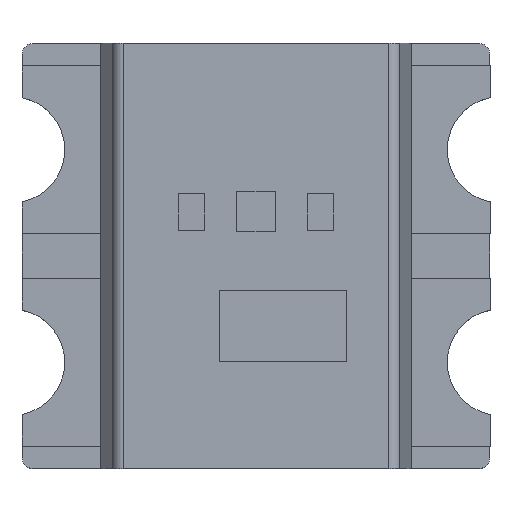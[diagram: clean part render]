
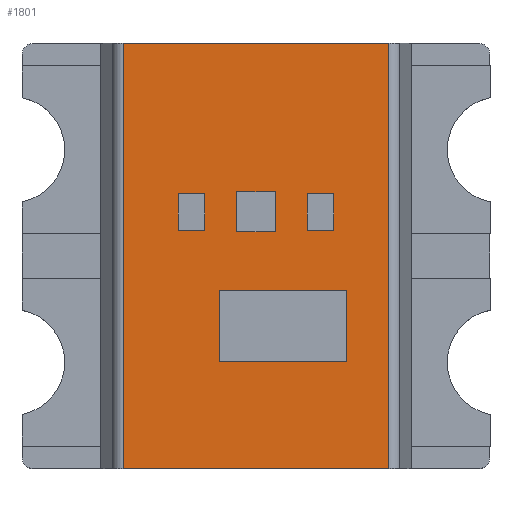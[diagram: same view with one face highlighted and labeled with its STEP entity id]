
A CAD part, top view. The second image highlights one B-rep face of the part: STEP entity #1801.
In plain terms, the highlighted planar face has unit normal (0, 0, 1).
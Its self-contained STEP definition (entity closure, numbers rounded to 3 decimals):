
#13=FACE_BOUND('',#286,.T.);
#14=FACE_BOUND('',#287,.T.);
#15=FACE_BOUND('',#288,.T.);
#16=FACE_BOUND('',#289,.T.);
#98=PLANE('',#1930);
#191=FACE_OUTER_BOUND('',#285,.T.);
#285=EDGE_LOOP('',(#1575,#1576,#1577,#1578));
#286=EDGE_LOOP('',(#1579,#1580,#1581,#1582));
#287=EDGE_LOOP('',(#1583,#1584,#1585,#1586));
#288=EDGE_LOOP('',(#1587,#1588,#1589,#1590));
#289=EDGE_LOOP('',(#1591,#1592,#1593,#1594));
#476=LINE('',#2774,#708);
#477=LINE('',#2777,#709);
#483=LINE('',#2791,#715);
#484=LINE('',#2792,#716);
#485=LINE('',#2795,#717);
#486=LINE('',#2797,#718);
#487=LINE('',#2799,#719);
#488=LINE('',#2800,#720);
#489=LINE('',#2803,#721);
#490=LINE('',#2805,#722);
#491=LINE('',#2807,#723);
#492=LINE('',#2808,#724);
#493=LINE('',#2811,#725);
#494=LINE('',#2813,#726);
#495=LINE('',#2815,#727);
#496=LINE('',#2816,#728);
#497=LINE('',#2819,#729);
#498=LINE('',#2821,#730);
#499=LINE('',#2823,#731);
#500=LINE('',#2824,#732);
#708=VECTOR('',#2274,10.);
#709=VECTOR('',#2277,10.);
#715=VECTOR('',#2287,10.);
#716=VECTOR('',#2288,10.);
#717=VECTOR('',#2289,10.);
#718=VECTOR('',#2290,10.);
#719=VECTOR('',#2291,10.);
#720=VECTOR('',#2292,10.);
#721=VECTOR('',#2293,10.);
#722=VECTOR('',#2294,10.);
#723=VECTOR('',#2295,10.);
#724=VECTOR('',#2296,10.);
#725=VECTOR('',#2297,10.);
#726=VECTOR('',#2298,10.);
#727=VECTOR('',#2299,10.);
#728=VECTOR('',#2300,10.);
#729=VECTOR('',#2301,10.);
#730=VECTOR('',#2302,10.);
#731=VECTOR('',#2303,10.);
#732=VECTOR('',#2304,10.);
#919=VERTEX_POINT('',#2767);
#922=VERTEX_POINT('',#2772);
#923=VERTEX_POINT('',#2776);
#929=VERTEX_POINT('',#2790);
#930=VERTEX_POINT('',#2793);
#931=VERTEX_POINT('',#2794);
#932=VERTEX_POINT('',#2796);
#933=VERTEX_POINT('',#2798);
#934=VERTEX_POINT('',#2801);
#935=VERTEX_POINT('',#2802);
#936=VERTEX_POINT('',#2804);
#937=VERTEX_POINT('',#2806);
#938=VERTEX_POINT('',#2809);
#939=VERTEX_POINT('',#2810);
#940=VERTEX_POINT('',#2812);
#941=VERTEX_POINT('',#2814);
#942=VERTEX_POINT('',#2817);
#943=VERTEX_POINT('',#2818);
#944=VERTEX_POINT('',#2820);
#945=VERTEX_POINT('',#2822);
#1146=EDGE_CURVE('',#922,#919,#476,.T.);
#1147=EDGE_CURVE('',#923,#919,#477,.T.);
#1154=EDGE_CURVE('',#922,#929,#483,.T.);
#1155=EDGE_CURVE('',#923,#929,#484,.T.);
#1156=EDGE_CURVE('',#930,#931,#485,.T.);
#1157=EDGE_CURVE('',#931,#932,#486,.T.);
#1158=EDGE_CURVE('',#932,#933,#487,.T.);
#1159=EDGE_CURVE('',#933,#930,#488,.T.);
#1160=EDGE_CURVE('',#934,#935,#489,.T.);
#1161=EDGE_CURVE('',#935,#936,#490,.T.);
#1162=EDGE_CURVE('',#936,#937,#491,.T.);
#1163=EDGE_CURVE('',#937,#934,#492,.T.);
#1164=EDGE_CURVE('',#938,#939,#493,.T.);
#1165=EDGE_CURVE('',#939,#940,#494,.T.);
#1166=EDGE_CURVE('',#940,#941,#495,.T.);
#1167=EDGE_CURVE('',#941,#938,#496,.T.);
#1168=EDGE_CURVE('',#942,#943,#497,.T.);
#1169=EDGE_CURVE('',#943,#944,#498,.T.);
#1170=EDGE_CURVE('',#944,#945,#499,.T.);
#1171=EDGE_CURVE('',#945,#942,#500,.T.);
#1575=ORIENTED_EDGE('',*,*,#1146,.F.);
#1576=ORIENTED_EDGE('',*,*,#1154,.T.);
#1577=ORIENTED_EDGE('',*,*,#1155,.F.);
#1578=ORIENTED_EDGE('',*,*,#1147,.T.);
#1579=ORIENTED_EDGE('',*,*,#1156,.T.);
#1580=ORIENTED_EDGE('',*,*,#1157,.T.);
#1581=ORIENTED_EDGE('',*,*,#1158,.T.);
#1582=ORIENTED_EDGE('',*,*,#1159,.T.);
#1583=ORIENTED_EDGE('',*,*,#1160,.T.);
#1584=ORIENTED_EDGE('',*,*,#1161,.T.);
#1585=ORIENTED_EDGE('',*,*,#1162,.T.);
#1586=ORIENTED_EDGE('',*,*,#1163,.T.);
#1587=ORIENTED_EDGE('',*,*,#1164,.T.);
#1588=ORIENTED_EDGE('',*,*,#1165,.T.);
#1589=ORIENTED_EDGE('',*,*,#1166,.T.);
#1590=ORIENTED_EDGE('',*,*,#1167,.T.);
#1591=ORIENTED_EDGE('',*,*,#1168,.T.);
#1592=ORIENTED_EDGE('',*,*,#1169,.T.);
#1593=ORIENTED_EDGE('',*,*,#1170,.T.);
#1594=ORIENTED_EDGE('',*,*,#1171,.T.);
#1801=ADVANCED_FACE('',(#191,#13,#14,#15,#16),#98,.T.);
#1930=AXIS2_PLACEMENT_3D('',#2789,#2285,#2286);
#2274=DIRECTION('',(0.,-1.,0.));
#2277=DIRECTION('',(1.,0.,0.));
#2285=DIRECTION('center_axis',(0.,0.,1.));
#2286=DIRECTION('ref_axis',(1.,0.,0.));
#2287=DIRECTION('',(-1.,0.,0.));
#2288=DIRECTION('',(0.,1.,0.));
#2289=DIRECTION('',(0.,-1.,0.));
#2290=DIRECTION('',(-1.,0.,0.));
#2291=DIRECTION('',(0.,1.,0.));
#2292=DIRECTION('',(1.,0.,0.));
#2293=DIRECTION('',(0.,-1.,0.));
#2294=DIRECTION('',(-1.,0.,0.));
#2295=DIRECTION('',(0.,1.,0.));
#2296=DIRECTION('',(1.,0.,0.));
#2297=DIRECTION('',(0.,-1.,0.));
#2298=DIRECTION('',(-1.,0.,0.));
#2299=DIRECTION('',(0.,1.,0.));
#2300=DIRECTION('',(1.,0.,0.));
#2301=DIRECTION('',(1.,0.,0.));
#2302=DIRECTION('',(0.,-1.,0.));
#2303=DIRECTION('',(-1.,0.,0.));
#2304=DIRECTION('',(0.,1.,0.));
#2767=CARTESIAN_POINT('',(0.626,-1.,0.84));
#2772=CARTESIAN_POINT('',(0.626,1.,0.84));
#2774=CARTESIAN_POINT('',(0.626,0.5,0.84));
#2776=CARTESIAN_POINT('',(-0.626,-1.,0.84));
#2777=CARTESIAN_POINT('',(-0.565,-1.,0.84));
#2789=CARTESIAN_POINT('Origin',(0.565,1.,0.84));
#2790=CARTESIAN_POINT('',(-0.626,1.,0.84));
#2791=CARTESIAN_POINT('',(0.565,1.,0.84));
#2792=CARTESIAN_POINT('',(-0.626,1.,0.84));
#2793=CARTESIAN_POINT('',(-0.24,0.293,0.84));
#2794=CARTESIAN_POINT('',(-0.24,0.12,0.84));
#2795=CARTESIAN_POINT('',(-0.24,0.06,0.84));
#2796=CARTESIAN_POINT('',(-0.365,0.12,0.84));
#2797=CARTESIAN_POINT('',(-0.182,0.12,0.84));
#2798=CARTESIAN_POINT('',(-0.365,0.293,0.84));
#2799=CARTESIAN_POINT('',(-0.365,0.147,0.84));
#2800=CARTESIAN_POINT('',(-0.12,0.293,0.84));
#2801=CARTESIAN_POINT('',(0.092,0.301,0.84));
#2802=CARTESIAN_POINT('',(0.092,0.113,0.84));
#2803=CARTESIAN_POINT('',(0.092,0.056,0.84));
#2804=CARTESIAN_POINT('',(-0.092,0.113,0.84));
#2805=CARTESIAN_POINT('',(-0.046,0.113,0.84));
#2806=CARTESIAN_POINT('',(-0.092,0.301,0.84));
#2807=CARTESIAN_POINT('',(-0.092,0.151,0.84));
#2808=CARTESIAN_POINT('',(0.046,0.301,0.84));
#2809=CARTESIAN_POINT('',(0.365,0.293,0.84));
#2810=CARTESIAN_POINT('',(0.365,0.12,0.84));
#2811=CARTESIAN_POINT('',(0.365,0.06,0.84));
#2812=CARTESIAN_POINT('',(0.24,0.12,0.84));
#2813=CARTESIAN_POINT('',(0.12,0.12,0.84));
#2814=CARTESIAN_POINT('',(0.24,0.293,0.84));
#2815=CARTESIAN_POINT('',(0.24,0.147,0.84));
#2816=CARTESIAN_POINT('',(0.182,0.293,0.84));
#2817=CARTESIAN_POINT('',(-0.173,-0.164,0.84));
#2818=CARTESIAN_POINT('',(0.427,-0.164,0.84));
#2819=CARTESIAN_POINT('',(0.214,-0.164,0.84));
#2820=CARTESIAN_POINT('',(0.427,-0.498,0.84));
#2821=CARTESIAN_POINT('',(0.427,-0.249,0.84));
#2822=CARTESIAN_POINT('',(-0.173,-0.498,0.84));
#2823=CARTESIAN_POINT('',(-0.086,-0.498,0.84));
#2824=CARTESIAN_POINT('',(-0.173,-0.082,0.84));
